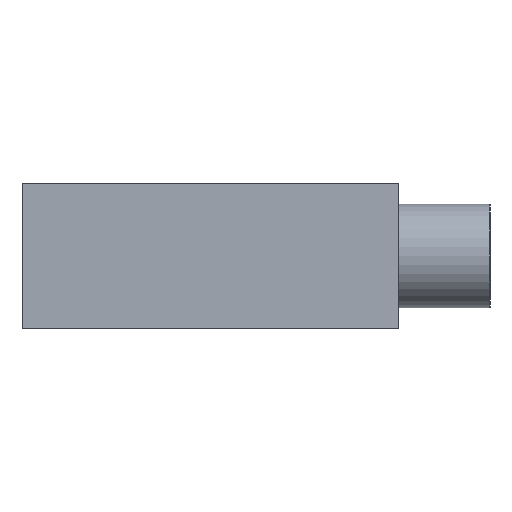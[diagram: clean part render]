
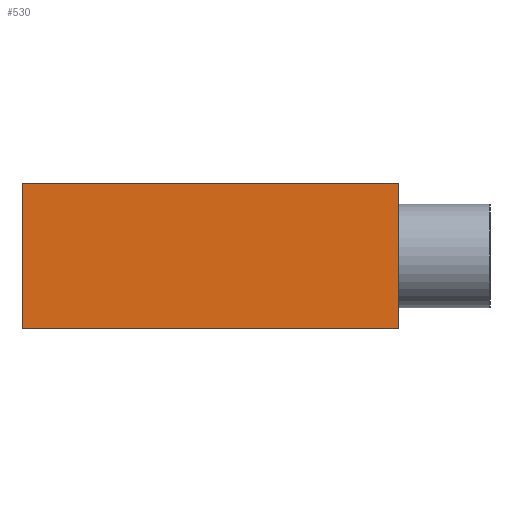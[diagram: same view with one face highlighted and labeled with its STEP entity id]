
A CAD part, left-side view. The second image highlights one B-rep face of the part: STEP entity #530.
In plain terms, the highlighted planar face has unit normal (-1, 0, 0).
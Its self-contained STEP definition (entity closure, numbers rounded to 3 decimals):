
#38=PLANE('',#584);
#64=FACE_OUTER_BOUND('',#99,.T.);
#99=EDGE_LOOP('',(#449,#450,#451,#452));
#140=LINE('',#831,#196);
#151=LINE('',#852,#207);
#152=LINE('',#855,#208);
#153=LINE('',#856,#209);
#196=VECTOR('',#684,10.);
#207=VECTOR('',#701,10.);
#208=VECTOR('',#704,10.);
#209=VECTOR('',#705,10.);
#267=VERTEX_POINT('',#828);
#268=VERTEX_POINT('',#830);
#275=VERTEX_POINT('',#850);
#276=VERTEX_POINT('',#854);
#328=EDGE_CURVE('',#267,#268,#140,.T.);
#339=EDGE_CURVE('',#275,#267,#151,.T.);
#340=EDGE_CURVE('',#275,#276,#152,.T.);
#341=EDGE_CURVE('',#276,#268,#153,.T.);
#449=ORIENTED_EDGE('',*,*,#339,.F.);
#450=ORIENTED_EDGE('',*,*,#340,.T.);
#451=ORIENTED_EDGE('',*,*,#341,.T.);
#452=ORIENTED_EDGE('',*,*,#328,.F.);
#530=ADVANCED_FACE('',(#64),#38,.T.);
#584=AXIS2_PLACEMENT_3D('',#853,#702,#703);
#684=DIRECTION('',(0.,0.,-1.));
#701=DIRECTION('',(0.,-1.,0.));
#702=DIRECTION('center_axis',(-1.,0.,0.));
#703=DIRECTION('ref_axis',(0.,0.,1.));
#704=DIRECTION('',(0.,0.,-1.));
#705=DIRECTION('',(0.,-1.,0.));
#828=CARTESIAN_POINT('',(29.,-52.,-18.776));
#830=CARTESIAN_POINT('',(29.,-52.,-30.));
#831=CARTESIAN_POINT('',(29.,-52.,-30.));
#850=CARTESIAN_POINT('',(29.,-23.,-18.776));
#852=CARTESIAN_POINT('',(29.,-49.,-18.776));
#853=CARTESIAN_POINT('Origin',(29.,-33.5,-24.388));
#854=CARTESIAN_POINT('',(29.,-23.,-30.));
#855=CARTESIAN_POINT('',(29.,-23.,-18.776));
#856=CARTESIAN_POINT('',(29.,-44.,-30.));
